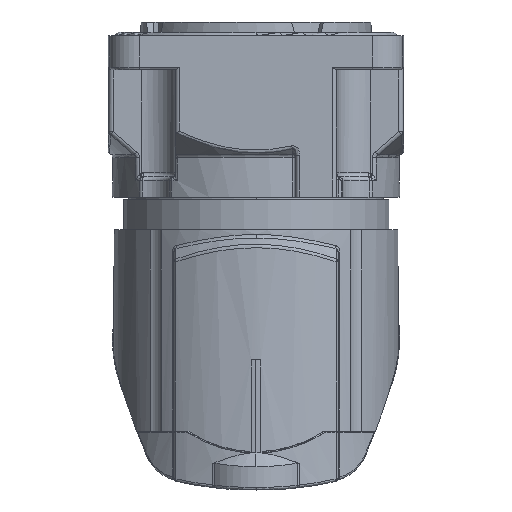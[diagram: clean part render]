
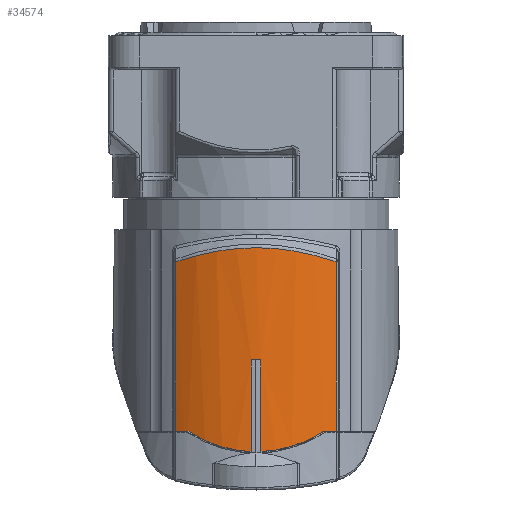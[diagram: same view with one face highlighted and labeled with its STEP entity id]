
A CAD part, front view. The second image highlights one B-rep face of the part: STEP entity #34574.
In plain terms, the highlighted cylindrical face has radius 11.484 mm (diameter 22.967 mm), a partial arc.
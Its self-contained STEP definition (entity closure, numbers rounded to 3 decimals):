
#3280=CARTESIAN_POINT('',(-0.364,-31.478,
-8.293));
#3354=CARTESIAN_POINT('',(0.364,-31.478,
-8.293));
#4103=CARTESIAN_POINT('',(0.,-20.,-1.6));
#4104=DIRECTION('',(0.,0.,1.));
#4105=DIRECTION('',(-0.032,-0.999,0.));
#4106=AXIS2_PLACEMENT_3D('',#4103,#4104,#4105);
#4108=DIRECTION('',(0.,0.,1.));
#4109=VECTOR('',#4108,6.693);
#4110=CARTESIAN_POINT('',(-0.364,-31.478,
-8.293));
#4111=LINE('',#4110,#4109);
#4112=CARTESIAN_POINT('',(-4.97,-30.352,-6.8));
#4113=CARTESIAN_POINT('',(-4.804,-30.432,
-6.91));
#4114=CARTESIAN_POINT('',(-4.471,-30.582,
-7.116));
#4115=CARTESIAN_POINT('',(-3.964,-30.782,
-7.385));
#4116=CARTESIAN_POINT('',(-3.453,-30.956,
-7.616));
#4117=CARTESIAN_POINT('',(-2.939,-31.105,
-7.811));
#4118=CARTESIAN_POINT('',(-2.425,-31.229,
-7.972));
#4119=CARTESIAN_POINT('',(-1.909,-31.328,
-8.1));
#4120=CARTESIAN_POINT('',(-1.394,-31.403,
-8.196));
#4121=CARTESIAN_POINT('',(-0.879,-31.454,
-8.262));
#4122=CARTESIAN_POINT('',(-0.535,-31.472,
-8.286));
#4123=CARTESIAN_POINT('',(-0.364,-31.478,
-8.293));
#4125=CARTESIAN_POINT('',(0.,-20.,-6.8));
#4126=DIRECTION('',(0.,0.,1.));
#4127=DIRECTION('',(-0.51,-0.86,0.));
#4128=AXIS2_PLACEMENT_3D('',#4125,#4126,#4127);
#4130=CARTESIAN_POINT('',(-5.853,-29.88,
5.578));
#4131=CARTESIAN_POINT('',(-5.622,-30.017,
5.653));
#4132=CARTESIAN_POINT('',(-5.158,-30.27,
5.798));
#4133=CARTESIAN_POINT('',(-4.454,-30.594,
5.998));
#4134=CARTESIAN_POINT('',(-3.753,-30.861,
6.171));
#4135=CARTESIAN_POINT('',(-3.06,-31.076,
6.315));
#4136=CARTESIAN_POINT('',(-2.372,-31.243,
6.431));
#4137=CARTESIAN_POINT('',(-1.689,-31.366,
6.517));
#4138=CARTESIAN_POINT('',(-1.011,-31.446,
6.574));
#4139=CARTESIAN_POINT('',(-0.336,-31.485,
6.602));
#4140=CARTESIAN_POINT('',(0.339,-31.485,
6.602));
#4141=CARTESIAN_POINT('',(1.015,-31.445,6.574));
#4142=CARTESIAN_POINT('',(1.693,-31.365,6.516));
#4143=CARTESIAN_POINT('',(2.375,-31.243,6.43));
#4144=CARTESIAN_POINT('',(3.062,-31.076,6.315));
#4145=CARTESIAN_POINT('',(3.756,-30.86,6.17));
#4146=CARTESIAN_POINT('',(4.456,-30.593,5.997));
#4147=CARTESIAN_POINT('',(5.158,-30.27,5.798));
#4148=CARTESIAN_POINT('',(5.622,-30.017,5.653));
#4149=CARTESIAN_POINT('',(5.853,-29.88,5.578));
#4151=DIRECTION('',(0.,0.,-1.));
#4152=VECTOR('',#4151,12.378);
#4153=CARTESIAN_POINT('',(5.853,-29.88,5.578));
#4154=LINE('',#4153,#4152);
#4155=CARTESIAN_POINT('',(0.,-20.,-6.8));
#4156=DIRECTION('',(0.,0.,1.));
#4157=DIRECTION('',(0.433,-0.901,0.));
#4158=AXIS2_PLACEMENT_3D('',#4155,#4156,#4157);
#4160=CARTESIAN_POINT('',(0.364,-31.478,
-8.293));
#4161=CARTESIAN_POINT('',(0.535,-31.472,
-8.286));
#4162=CARTESIAN_POINT('',(0.879,-31.454,
-8.262));
#4163=CARTESIAN_POINT('',(1.394,-31.403,
-8.196));
#4164=CARTESIAN_POINT('',(1.909,-31.328,
-8.1));
#4165=CARTESIAN_POINT('',(2.425,-31.229,
-7.972));
#4166=CARTESIAN_POINT('',(2.939,-31.105,
-7.811));
#4167=CARTESIAN_POINT('',(3.453,-30.956,
-7.616));
#4168=CARTESIAN_POINT('',(3.964,-30.782,
-7.385));
#4169=CARTESIAN_POINT('',(4.471,-30.582,
-7.116));
#4170=CARTESIAN_POINT('',(4.804,-30.432,
-6.91));
#4171=CARTESIAN_POINT('',(4.97,-30.352,-6.8));
#4173=DIRECTION('',(0.,0.,1.));
#4174=VECTOR('',#4173,6.693);
#4175=CARTESIAN_POINT('',(0.364,-31.478,
-8.293));
#4176=LINE('',#4175,#4174);
#4713=DIRECTION('',(0.,0.,-1.));
#4714=VECTOR('',#4713,12.378);
#4715=CARTESIAN_POINT('',(-5.853,-29.88,
5.578));
#4716=LINE('',#4715,#4714);
#25748=CARTESIAN_POINT('',(5.853,-29.88,-6.8));
#25750=VERTEX_POINT('',#25748);
#25751=CARTESIAN_POINT('',(-5.853,-29.88,-6.8));
#25753=VERTEX_POINT('',#25751);
#25761=CARTESIAN_POINT('',(-4.97,-30.352,-6.8));
#25762=VERTEX_POINT('',#25761);
#25763=CARTESIAN_POINT('',(4.97,-30.352,-6.8));
#25764=VERTEX_POINT('',#25763);
#25818=CARTESIAN_POINT('',(-5.853,-29.88,
5.578));
#25819=VERTEX_POINT('',#25818);
#25821=VERTEX_POINT('',#4149);
#26320=VERTEX_POINT('',#3280);
#26322=VERTEX_POINT('',#3354);
#26323=CARTESIAN_POINT('',(-0.364,-31.478,-1.6));
#26324=CARTESIAN_POINT('',(0.364,-31.478,-1.6));
#26325=VERTEX_POINT('',#26323);
#26326=VERTEX_POINT('',#26324);
#34552=CARTESIAN_POINT('',(0.,-20.,-17.15));
#34553=DIRECTION('',(0.,0.,1.));
#34554=DIRECTION('',(0.,1.,0.));
#34555=AXIS2_PLACEMENT_3D('',#34552,#34553,#34554);
#34556=CYLINDRICAL_SURFACE('',#34555,11.484);
#34558=ORIENTED_EDGE('',*,*,#34557,.F.);
#34559=ORIENTED_EDGE('',*,*,#33771,.F.);
#34560=ORIENTED_EDGE('',*,*,#33804,.F.);
#34562=ORIENTED_EDGE('',*,*,#34561,.F.);
#34564=ORIENTED_EDGE('',*,*,#34563,.F.);
#34566=ORIENTED_EDGE('',*,*,#34565,.T.);
#34568=ORIENTED_EDGE('',*,*,#34567,.T.);
#34569=ORIENTED_EDGE('',*,*,#34529,.F.);
#34570=ORIENTED_EDGE('',*,*,#33797,.F.);
#34571=ORIENTED_EDGE('',*,*,#33826,.T.);
#34572=EDGE_LOOP('',(#34558,#34559,#34560,#34562,#34564,#34566,#34568,#34569,
#34570,#34571));
#34573=FACE_OUTER_BOUND('',#34572,.F.);
#34574=ADVANCED_FACE('',(#34573),#34556,.T.);
#4107=CIRCLE('',#4106,11.484);
#4124=B_SPLINE_CURVE_WITH_KNOTS('',3,(#4112,#4113,#4114,#4115,#4116,#4117,#4118,
#4119,#4120,#4121,#4122,#4123),.UNSPECIFIED.,.F.,.F.,(4,1,1,1,1,1,1,1,1,4),
(0.,0.111,0.222,0.333,0.444,
0.556,0.667,0.778,0.889,1.),
.UNSPECIFIED.);
#4129=CIRCLE('',#4128,11.484);
#4150=B_SPLINE_CURVE_WITH_KNOTS('',3,(#4130,#4131,#4132,#4133,#4134,#4135,#4136,
#4137,#4138,#4139,#4140,#4141,#4142,#4143,#4144,#4145,#4146,#4147,#4148,#4149),
.UNSPECIFIED.,.F.,.F.,(4,1,1,1,1,1,1,1,1,1,1,1,1,1,1,1,1,4),(0.,
0.059,0.118,0.176,0.235,
0.294,0.353,0.412,0.471,
0.529,0.588,0.647,0.706,
0.765,0.824,0.882,0.941,1.),
.UNSPECIFIED.);
#4159=CIRCLE('',#4158,11.484);
#4172=B_SPLINE_CURVE_WITH_KNOTS('',3,(#4160,#4161,#4162,#4163,#4164,#4165,#4166,
#4167,#4168,#4169,#4170,#4171),.UNSPECIFIED.,.F.,.F.,(4,1,1,1,1,1,1,1,1,4),
(0.,0.111,0.222,0.333,0.444,
0.556,0.667,0.778,0.889,1.),
.UNSPECIFIED.);
#33771=EDGE_CURVE('',#26320,#26325,#4111,.T.);
#33797=EDGE_CURVE('',#26322,#25764,#4172,.T.);
#33804=EDGE_CURVE('',#25762,#26320,#4124,.T.);
#33826=EDGE_CURVE('',#26322,#26326,#4176,.T.);
#34529=EDGE_CURVE('',#25764,#25750,#4159,.T.);
#34557=EDGE_CURVE('',#26325,#26326,#4107,.T.);
#34561=EDGE_CURVE('',#25753,#25762,#4129,.T.);
#34563=EDGE_CURVE('',#25819,#25753,#4716,.T.);
#34565=EDGE_CURVE('',#25819,#25821,#4150,.T.);
#34567=EDGE_CURVE('',#25821,#25750,#4154,.T.);
